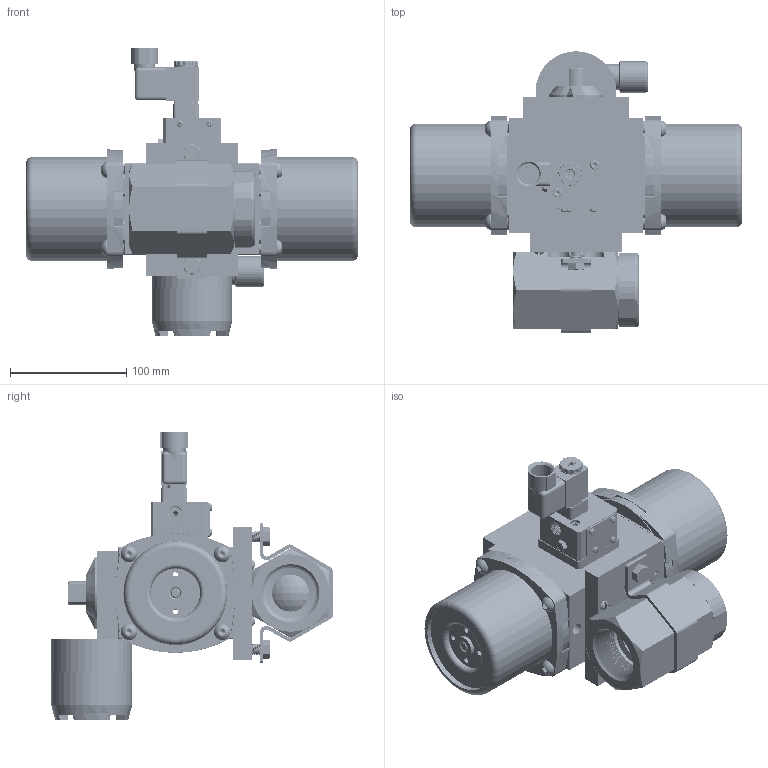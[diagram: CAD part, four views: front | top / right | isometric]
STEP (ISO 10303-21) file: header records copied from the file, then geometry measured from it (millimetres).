
FILE_DESCRIPTION (( 'STEP AP203' ), '1' );
FILE_NAME ('82XXA522SR3GPDCLS.step', '2018-04-30T18:15:21', ( '' ), ( '' ), 'SwSTEP 2.0', 'SolidWorks 2017', '' );
FILE_SCHEMA (( 'CONFIG_CONTROL_DESIGN' ));
Products named in the file (1): 82XXA522SR3GPDCLS
Bounding box: 285.09 x 241.75 x 247.55 mm (x, y, z)
Volume: 1608079 mm3; surface area: 607968.8 mm2
Topology: 71 solids, 71 shells, 5915 faces, 14976 edges, 9276 vertices
Faces by surface type: cylinder 2320, cone 2149, plane 1088, torus 228, bspline 96, sphere 34
Entity records: 201590 total; most frequent: CARTESIAN_POINT 55906, DIRECTION 33040, ORIENTED_EDGE 29640, EDGE_CURVE 14820, AXIS2_PLACEMENT_3D 13441, VERTEX_POINT 9274, CIRCLE 7621, EDGE_LOOP 6414
